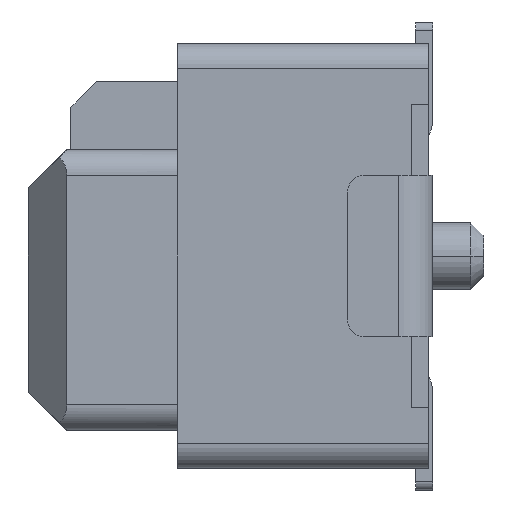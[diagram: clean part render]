
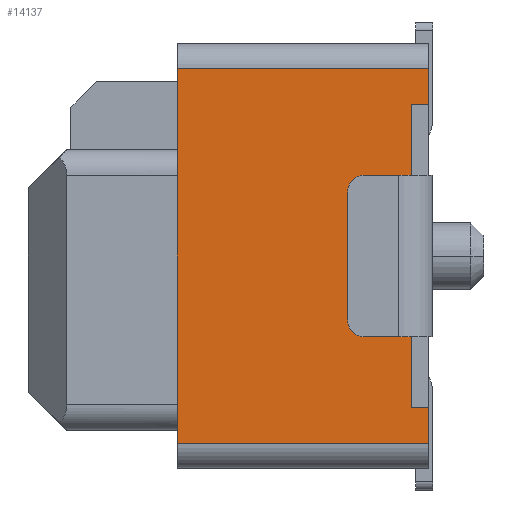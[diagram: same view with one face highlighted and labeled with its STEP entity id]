
A CAD part, left-side view. The second image highlights one B-rep face of the part: STEP entity #14137.
In plain terms, the highlighted planar face has unit normal (-1, 0, 0).
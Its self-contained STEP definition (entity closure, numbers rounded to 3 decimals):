
#61=CARTESIAN_POINT('',(16.,0.65,-0.3));
#62=VERTEX_POINT('',#61);
#70=CARTESIAN_POINT('',(16.,0.65,-0.725));
#71=VERTEX_POINT('',#70);
#72=CARTESIAN_POINT('',(16.,0.65,-0.3));
#73=DIRECTION('',(0.,0.,-1.));
#74=VECTOR('',#73,0.425);
#75=LINE('',#72,#74);
#76=EDGE_CURVE('',#62,#71,#75,.T.);
#94=CARTESIAN_POINT('',(16.,0.65,-4.275));
#95=VERTEX_POINT('',#94);
#102=CARTESIAN_POINT('',(16.,0.65,-4.7));
#103=VERTEX_POINT('',#102);
#104=CARTESIAN_POINT('',(16.,0.65,-4.275));
#105=DIRECTION('',(0.,0.,-1.));
#106=VECTOR('',#105,0.425);
#107=LINE('',#104,#106);
#108=EDGE_CURVE('',#95,#103,#107,.T.);
#174=CARTESIAN_POINT('',(16.,0.85,-0.725));
#175=VERTEX_POINT('',#174);
#176=CARTESIAN_POINT('',(16.,0.85,-0.725));
#177=DIRECTION('',(0.,-1.,0.));
#178=VECTOR('',#177,0.2);
#179=LINE('',#176,#178);
#180=EDGE_CURVE('',#175,#71,#179,.T.);
#230=CARTESIAN_POINT('',(16.,0.85,-4.275));
#231=VERTEX_POINT('',#230);
#238=CARTESIAN_POINT('',(16.,0.65,-4.275));
#239=DIRECTION('',(0.,1.,0.));
#240=VECTOR('',#239,0.2);
#241=LINE('',#238,#240);
#242=EDGE_CURVE('',#95,#231,#241,.T.);
#268=CARTESIAN_POINT('',(16.,3.6,-4.7));
#269=VERTEX_POINT('',#268);
#270=CARTESIAN_POINT('',(16.,3.6,-4.7));
#271=DIRECTION('',(0.,-1.,0.));
#272=VECTOR('',#271,2.95);
#273=LINE('',#270,#272);
#274=EDGE_CURVE('',#269,#103,#273,.T.);
#451=CARTESIAN_POINT('',(16.,3.6,-0.3));
#452=VERTEX_POINT('',#451);
#460=CARTESIAN_POINT('',(16.,0.65,-0.3));
#461=DIRECTION('',(0.,1.,0.));
#462=VECTOR('',#461,2.95);
#463=LINE('',#460,#462);
#464=EDGE_CURVE('',#62,#452,#463,.T.);
#476=CARTESIAN_POINT('',(16.,0.85,-4.275));
#477=DIRECTION('',(0.,0.,1.));
#478=VECTOR('',#477,3.55);
#479=LINE('',#476,#478);
#480=EDGE_CURVE('',#231,#175,#479,.T.);
#14117=CARTESIAN_POINT('',(16.,0.725,-5.));
#14118=DIRECTION('',(0.,0.,1.));
#14119=DIRECTION('',(-1.,0.,0.));
#14120=AXIS2_PLACEMENT_3D('',#14117,#14119,#14118);
#14121=PLANE('',#14120);
#14122=ORIENTED_EDGE('',*,*,#274,.T.);
#14123=ORIENTED_EDGE('',*,*,#108,.F.);
#14124=ORIENTED_EDGE('',*,*,#242,.T.);
#14125=ORIENTED_EDGE('',*,*,#480,.T.);
#14126=ORIENTED_EDGE('',*,*,#180,.T.);
#14127=ORIENTED_EDGE('',*,*,#76,.F.);
#14128=ORIENTED_EDGE('',*,*,#464,.T.);
#14129=CARTESIAN_POINT('',(16.,3.6,-0.3));
#14130=DIRECTION('',(0.,0.,-1.));
#14131=VECTOR('',#14130,4.4);
#14132=LINE('',#14129,#14131);
#14133=EDGE_CURVE('',#452,#269,#14132,.T.);
#14134=ORIENTED_EDGE('',*,*,#14133,.T.);
#14135=EDGE_LOOP('',(#14122,#14123,#14124,#14125,#14126,#14127,#14128,#14134));
#14136=FACE_OUTER_BOUND('',#14135,.T.);
#14137=ADVANCED_FACE('',(#14136),#14121,.T.);
